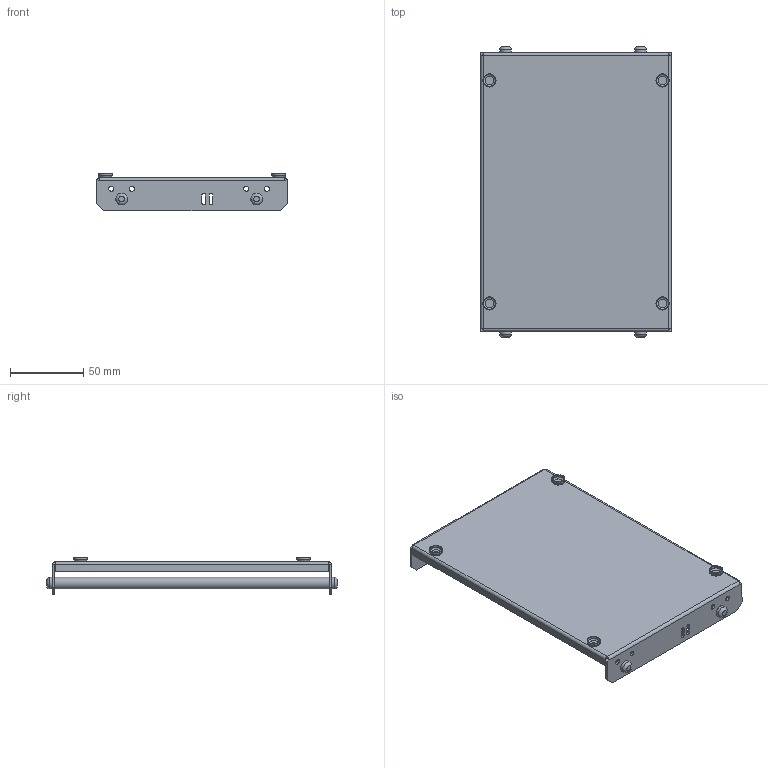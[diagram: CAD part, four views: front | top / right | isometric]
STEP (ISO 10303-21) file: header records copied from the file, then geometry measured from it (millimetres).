
FILE_DESCRIPTION(/* description */ (''),/* implementation_level */ '2;1');
FILE_NAME(/* name */ 'Bed Base v2.step',/* time_stamp */ '2019-07-13T15:31:59-07:00',/* author */ (''),/* organization */ (''),/* preprocessor_version */ 'ST-DEVELOPER v18',/* originating_system */ 'Autodesk Translation Framework v8.2.0.1029',/* authorisation */ '');
FILE_SCHEMA (('AUTOMOTIVE_DESIGN { 1 0 10303 214 3 1 1 }'));
Length unit declared in the file: millimetre
Products named in the file (17): Bed Base; Bed Base_1; Bed Frame; Bed Frame_1; Y Axis Shaft; Y Axis Shaft_1; Y Axis Shaft_2; Bed Rod Screw Caps; Bed Rod Screw Caps_1; Bed Rod Screw Caps_2; Bed Rod Screw Caps_3; Bed Rod Screw Caps_4; Bed Spring Cap; Bed Spring Cap_1; Bed Spring Cap_2; Bed Spring Cap_3; Bed Spring Cap_4
Assembly tree (23 placements, depth 4):
  Bed Base
    Bed Base_1
      Bed Frame
        Bed Frame_1
      Y Axis Shaft
        Y Axis Shaft_2
      Y Axis Shaft_1
        Y Axis Shaft_2
      Bed Rod Screw Caps
        Bed Rod Screw Caps_4
      Bed Rod Screw Caps_1
        Bed Rod Screw Caps_4
      Bed Rod Screw Caps_2
        Bed Rod Screw Caps_4
      Bed Rod Screw Caps_3
        Bed Rod Screw Caps_4
      Bed Spring Cap
        Bed Spring Cap_4
      Bed Spring Cap_1
        Bed Spring Cap_4
      Bed Spring Cap_2
        Bed Spring Cap_4
      Bed Spring Cap_3
        Bed Spring Cap_4
Bounding box: 130 x 198 x 25.59 mm (x, y, z)
Volume: 69508.6 mm3; surface area: 76320.5 mm2
Topology: 11 solids, 11 shells, 136 faces, 298 edges, 192 vertices
Faces by surface type: plane 74, cylinder 50, torus 8, bspline 4
Full cylindrical faces by diameter (mm): 2.529 x4, 3.332 x4, 3.5 x8, 4.5 x4, 8 x10, 9 x4
Entity records: 3314 total; most frequent: DIRECTION 584, CARTESIAN_POINT 529, ORIENTED_EDGE 452, EDGE_CURVE 226, AXIS2_PLACEMENT_3D 223, VERTEX_POINT 141, EDGE_LOOP 139, LINE 138
